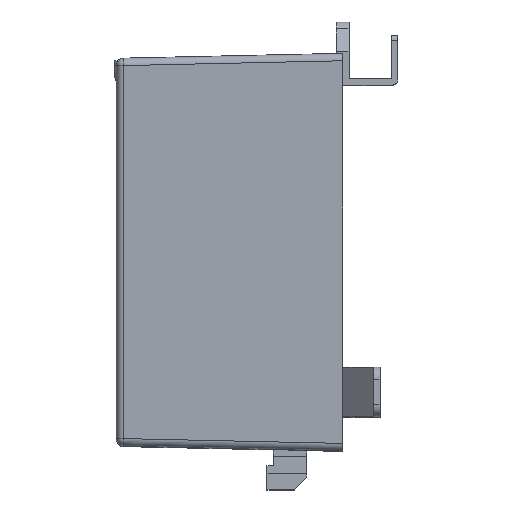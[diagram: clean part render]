
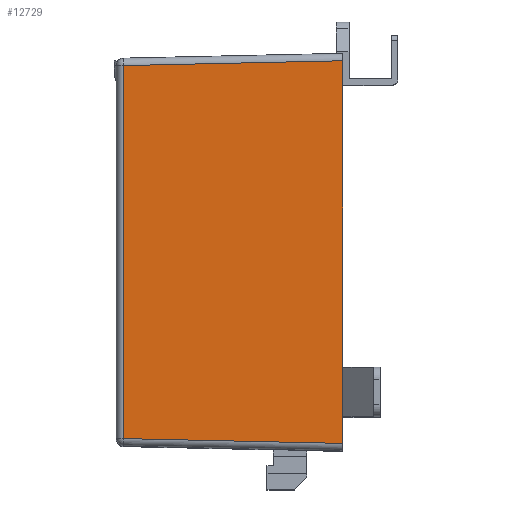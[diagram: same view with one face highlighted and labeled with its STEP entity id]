
A CAD part, top view. The second image highlights one B-rep face of the part: STEP entity #12729.
In plain terms, the highlighted planar face has unit normal (-0.022, 0, 1).
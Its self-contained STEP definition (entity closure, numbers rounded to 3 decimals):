
#10049=DIRECTION('',(0.,1.,0.));
#10050=VECTOR('',#10049,154.001);
#10051=CARTESIAN_POINT('',(-28.186,-40.658,
0.));
#10052=LINE('',#10051,#10050);
#10063=CARTESIAN_POINT('',(-28.186,113.343,
0.));
#10068=DIRECTION('',(1.,0.022,0.022));
#10069=VECTOR('',#10068,88.308);
#10070=CARTESIAN_POINT('',(-116.452,111.408,
-1.936));
#10071=LINE('',#10070,#10069);
#10075=DIRECTION('',(-1.,0.022,-0.022));
#10076=VECTOR('',#10075,88.308);
#10077=CARTESIAN_POINT('',(-28.186,-40.658,
0.));
#10078=LINE('',#10077,#10076);
#10082=CARTESIAN_POINT('',(-28.186,-40.658,
0.));
#10167=DIRECTION('',(0.,-1.,0.));
#10168=VECTOR('',#10167,150.13);
#10169=CARTESIAN_POINT('',(-116.452,111.408,
-1.936));
#10170=LINE('',#10169,#10168);
#12038=VERTEX_POINT('',#10063);
#12044=VERTEX_POINT('',#10082);
#12045=CARTESIAN_POINT('',(-116.452,111.408,
-1.936));
#12046=VERTEX_POINT('',#12045);
#12049=CARTESIAN_POINT('',(-116.452,-38.723,
-1.936));
#12050=VERTEX_POINT('',#12049);
#12716=CARTESIAN_POINT('',(-73.786,36.343,-1.));
#12717=DIRECTION('',(-0.022,0.,1.));
#12718=DIRECTION('',(1.,0.,0.022));
#12719=AXIS2_PLACEMENT_3D('',#12716,#12717,#12718);
#12720=PLANE('',#12719);
#12721=ORIENTED_EDGE('',*,*,#12700,.T.);
#12722=ORIENTED_EDGE('',*,*,#12682,.F.);
#12724=ORIENTED_EDGE('',*,*,#12723,.T.);
#12726=ORIENTED_EDGE('',*,*,#12725,.F.);
#12727=EDGE_LOOP('',(#12721,#12722,#12724,#12726));
#12728=FACE_OUTER_BOUND('',#12727,.F.);
#12682=EDGE_CURVE('',#12044,#12038,#10052,.T.);
#12700=EDGE_CURVE('',#12046,#12038,#10071,.T.);
#12723=EDGE_CURVE('',#12044,#12050,#10078,.T.);
#12725=EDGE_CURVE('',#12046,#12050,#10170,.T.);
#12729=ADVANCED_FACE('',(#12728),#12720,.T.);
